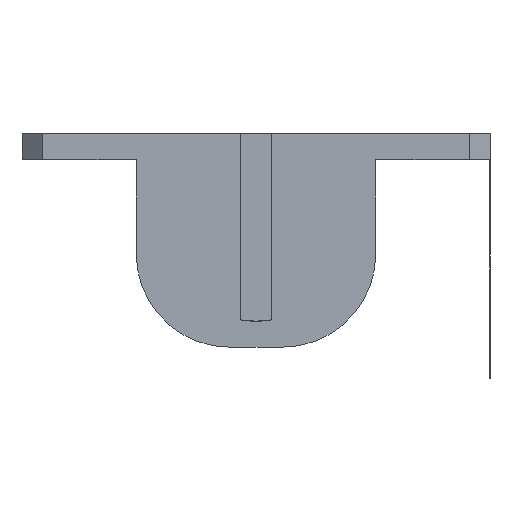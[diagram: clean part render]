
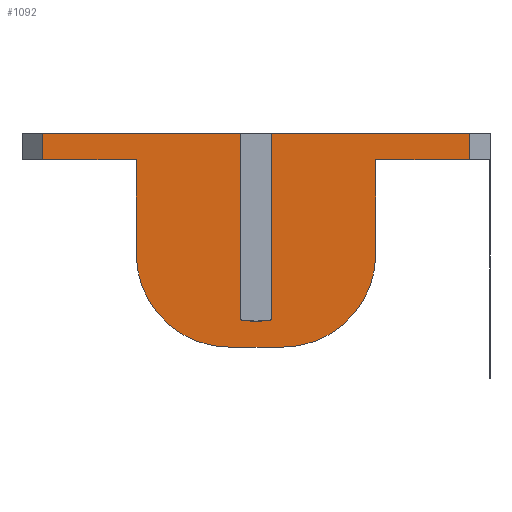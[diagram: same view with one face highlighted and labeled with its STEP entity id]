
A CAD part, front view. The second image highlights one B-rep face of the part: STEP entity #1092.
In plain terms, the highlighted planar face has unit normal (0, -1, 0).
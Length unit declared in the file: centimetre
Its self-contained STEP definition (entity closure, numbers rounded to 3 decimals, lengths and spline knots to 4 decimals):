
#10 = CARTESIAN_POINT ( 'NONE',  ( 0., -3.7725, 1.803 ) ) ;
#14 = DIRECTION ( 'NONE',  ( 1., 0., 0. ) ) ;
#25 = CARTESIAN_POINT ( 'NONE',  ( 0.15, -3.7725, 0.0122 ) ) ;
#33 = ORIENTED_EDGE ( 'NONE', *, *, #345, .F. ) ;
#40 = CARTESIAN_POINT ( 'NONE',  ( -1.1525, -3.7725, 1.553 ) ) ;
#44 = AXIS2_PLACEMENT_3D ( 'NONE', #335, #606, #1081 ) ;
#45 = EDGE_CURVE ( 'NONE', #766, #141, #863, .T. ) ;
#54 = DIRECTION ( 'NONE',  ( 0., 0., -1. ) ) ;
#55 = DIRECTION ( 'NONE',  ( 1., 0., 0. ) ) ;
#63 = DIRECTION ( 'NONE',  ( 0., 1., 0. ) ) ;
#66 = VERTEX_POINT ( 'NONE', #1181 ) ;
#88 = CARTESIAN_POINT ( 'NONE',  ( 1.1525, -3.7725, 0. ) ) ;
#93 = ORIENTED_EDGE ( 'NONE', *, *, #332, .T. ) ;
#94 = EDGE_CURVE ( 'NONE', #743, #973, #452, .T. ) ;
#96 = VERTEX_POINT ( 'NONE', #998 ) ;
#103 = CARTESIAN_POINT ( 'NONE',  ( -0.15, -3.7725, 1.803 ) ) ;
#106 = EDGE_CURVE ( 'NONE', #66, #661, #589, .T. ) ;
#116 = CIRCLE ( 'NONE', #138, 0.9 ) ;
#128 = LINE ( 'NONE', #806, #475 ) ;
#138 = AXIS2_PLACEMENT_3D ( 'NONE', #370, #534, #650 ) ;
#141 = VERTEX_POINT ( 'NONE', #992 ) ;
#147 = EDGE_CURVE ( 'NONE', #271, #330, #669, .T. ) ;
#150 = CARTESIAN_POINT ( 'NONE',  ( 0.0025, -3.7725, 0.9 ) ) ;
#160 = CARTESIAN_POINT ( 'NONE',  ( -2.05, -3.7725, 1.803 ) ) ;
#171 = VECTOR ( 'NONE', #54, 100. ) ;
#187 = LINE ( 'NONE', #10, #763 ) ;
#192 = EDGE_CURVE ( 'NONE', #868, #141, #654, .T. ) ;
#203 = DIRECTION ( 'NONE',  ( 0., 0., 1. ) ) ;
#218 = ORIENTED_EDGE ( 'NONE', *, *, #147, .T. ) ;
#230 = VERTEX_POINT ( 'NONE', #304 ) ;
#243 = DIRECTION ( 'NONE',  ( 0., 0., -1. ) ) ;
#244 = LINE ( 'NONE', #972, #864 ) ;
#245 = DIRECTION ( 'NONE',  ( 0., 0., 1. ) ) ;
#248 = CARTESIAN_POINT ( 'NONE',  ( 0.15, -3.7725, 1.803 ) ) ;
#249 = EDGE_CURVE ( 'NONE', #743, #230, #676, .T. ) ;
#271 = VERTEX_POINT ( 'NONE', #25 ) ;
#276 = VECTOR ( 'NONE', #1121, 100. ) ;
#304 = CARTESIAN_POINT ( 'NONE',  ( 2.05, -3.7725, 1.803 ) ) ;
#330 = VERTEX_POINT ( 'NONE', #1066 ) ;
#331 = DIRECTION ( 'NONE',  ( 1., 0., 0. ) ) ;
#332 = EDGE_CURVE ( 'NONE', #986, #618, #525, .T. ) ;
#334 = ORIENTED_EDGE ( 'NONE', *, *, #995, .F. ) ;
#335 = CARTESIAN_POINT ( 'NONE',  ( 0., -3.7725, 1.803 ) ) ;
#338 = CARTESIAN_POINT ( 'NONE',  ( 0., -3.7725, 0. ) ) ;
#343 = CARTESIAN_POINT ( 'NONE',  ( -1.1525, -3.7725, 0. ) ) ;
#345 = EDGE_CURVE ( 'NONE', #96, #661, #244, .T. ) ;
#350 = CARTESIAN_POINT ( 'NONE',  ( -0.2525, -3.7725, 0.65 ) ) ;
#353 = EDGE_CURVE ( 'NONE', #766, #330, #435, .T. ) ;
#359 = VECTOR ( 'NONE', #376, 100. ) ;
#360 = VECTOR ( 'NONE', #243, 100. ) ;
#370 = CARTESIAN_POINT ( 'NONE',  ( 0.2525, -3.7725, 0.65 ) ) ;
#371 = EDGE_CURVE ( 'NONE', #973, #1140, #1199, .T. ) ;
#376 = DIRECTION ( 'NONE',  ( 0., 0., -1. ) ) ;
#382 = LINE ( 'NONE', #750, #276 ) ;
#390 = ORIENTED_EDGE ( 'NONE', *, *, #106, .T. ) ;
#396 = VERTEX_POINT ( 'NONE', #160 ) ;
#399 = ORIENTED_EDGE ( 'NONE', *, *, #583, .F. ) ;
#409 = DIRECTION ( 'NONE',  ( 0., 0., -1. ) ) ;
#430 = DIRECTION ( 'NONE',  ( -1., 0., 0. ) ) ;
#435 = LINE ( 'NONE', #338, #712 ) ;
#438 = LINE ( 'NONE', #343, #171 ) ;
#452 = LINE ( 'NONE', #916, #515 ) ;
#475 = VECTOR ( 'NONE', #331, 100. ) ;
#480 = ORIENTED_EDGE ( 'NONE', *, *, #371, .F. ) ;
#503 = VERTEX_POINT ( 'NONE', #685 ) ;
#504 = CARTESIAN_POINT ( 'NONE',  ( -0.2525, -3.7725, -0.25 ) ) ;
#515 = VECTOR ( 'NONE', #1192, 100. ) ;
#525 = LINE ( 'NONE', #609, #747 ) ;
#534 = DIRECTION ( 'NONE',  ( 0., -1., 0. ) ) ;
#552 = AXIS2_PLACEMENT_3D ( 'NONE', #150, #63, #245 ) ;
#557 = ORIENTED_EDGE ( 'NONE', *, *, #634, .T. ) ;
#566 = ORIENTED_EDGE ( 'NONE', *, *, #45, .T. ) ;
#583 = EDGE_CURVE ( 'NONE', #396, #868, #128, .T. ) ;
#589 = CIRCLE ( 'NONE', #688, 0.9 ) ;
#606 = DIRECTION ( 'NONE',  ( 0., 1., 0. ) ) ;
#609 = CARTESIAN_POINT ( 'NONE',  ( 0., -3.7725, 1.553 ) ) ;
#611 = CARTESIAN_POINT ( 'NONE',  ( -0.0025, -3.7725, 0.9 ) ) ;
#614 = ORIENTED_EDGE ( 'NONE', *, *, #353, .F. ) ;
#618 = VERTEX_POINT ( 'NONE', #40 ) ;
#630 = ORIENTED_EDGE ( 'NONE', *, *, #94, .F. ) ;
#634 = EDGE_CURVE ( 'NONE', #618, #66, #438, .T. ) ;
#645 = ORIENTED_EDGE ( 'NONE', *, *, #776, .T. ) ;
#650 = DIRECTION ( 'NONE',  ( 0., 0., 1. ) ) ;
#654 = LINE ( 'NONE', #857, #687 ) ;
#661 = VERTEX_POINT ( 'NONE', #504 ) ;
#669 = CIRCLE ( 'NONE', #552, 0.9 ) ;
#676 = LINE ( 'NONE', #871, #1151 ) ;
#683 = PLANE ( 'NONE',  #44 ) ;
#685 = CARTESIAN_POINT ( 'NONE',  ( 0.15, -3.7725, 1.803 ) ) ;
#687 = VECTOR ( 'NONE', #409, 100. ) ;
#688 = AXIS2_PLACEMENT_3D ( 'NONE', #350, #828, #1200 ) ;
#712 = VECTOR ( 'NONE', #882, 100. ) ;
#736 = LINE ( 'NONE', #248, #360 ) ;
#743 = VERTEX_POINT ( 'NONE', #907 ) ;
#747 = VECTOR ( 'NONE', #55, 100. ) ;
#750 = CARTESIAN_POINT ( 'NONE',  ( -2.05, -3.7725, 1.553 ) ) ;
#763 = VECTOR ( 'NONE', #14, 100. ) ;
#766 = VERTEX_POINT ( 'NONE', #1087 ) ;
#769 = DIRECTION ( 'NONE',  ( 0., 0., 1. ) ) ;
#770 = FACE_OUTER_BOUND ( 'NONE', #880, .T. ) ;
#776 = EDGE_CURVE ( 'NONE', #503, #271, #736, .T. ) ;
#801 = EDGE_CURVE ( 'NONE', #96, #1140, #116, .T. ) ;
#806 = CARTESIAN_POINT ( 'NONE',  ( 0., -3.7725, 1.803 ) ) ;
#828 = DIRECTION ( 'NONE',  ( 0., -1., 0. ) ) ;
#849 = CARTESIAN_POINT ( 'NONE',  ( -2.05, -3.7725, 1.553 ) ) ;
#857 = CARTESIAN_POINT ( 'NONE',  ( -0.15, -3.7725, 1.803 ) ) ;
#863 = CIRCLE ( 'NONE', #1018, 0.9 ) ;
#864 = VECTOR ( 'NONE', #430, 100. ) ;
#868 = VERTEX_POINT ( 'NONE', #103 ) ;
#871 = CARTESIAN_POINT ( 'NONE',  ( 2.05, -3.7725, 1.803 ) ) ;
#872 = ORIENTED_EDGE ( 'NONE', *, *, #801, .T. ) ;
#880 = EDGE_LOOP ( 'NONE', ( #557, #390, #33, #872, #480, #630, #1036, #334, #645, #218, #614, #566, #1173, #399, #1044, #93 ) ) ;
#882 = DIRECTION ( 'NONE',  ( 1., 0., 0. ) ) ;
#907 = CARTESIAN_POINT ( 'NONE',  ( 2.05, -3.7725, 1.553 ) ) ;
#916 = CARTESIAN_POINT ( 'NONE',  ( 0., -3.7725, 1.553 ) ) ;
#937 = CARTESIAN_POINT ( 'NONE',  ( 1.1525, -3.7725, 1.553 ) ) ;
#961 = DIRECTION ( 'NONE',  ( 0., 1., 0. ) ) ;
#965 = EDGE_CURVE ( 'NONE', #396, #986, #382, .T. ) ;
#972 = CARTESIAN_POINT ( 'NONE',  ( 0., -3.7725, -0.25 ) ) ;
#973 = VERTEX_POINT ( 'NONE', #937 ) ;
#986 = VERTEX_POINT ( 'NONE', #849 ) ;
#992 = CARTESIAN_POINT ( 'NONE',  ( -0.15, -3.7725, 0.0122 ) ) ;
#995 = EDGE_CURVE ( 'NONE', #503, #230, #187, .T. ) ;
#998 = CARTESIAN_POINT ( 'NONE',  ( 0.2525, -3.7725, -0.25 ) ) ;
#1018 = AXIS2_PLACEMENT_3D ( 'NONE', #611, #961, #769 ) ;
#1036 = ORIENTED_EDGE ( 'NONE', *, *, #249, .T. ) ;
#1044 = ORIENTED_EDGE ( 'NONE', *, *, #965, .T. ) ;
#1066 = CARTESIAN_POINT ( 'NONE',  ( 0.0025, -3.7725, 0. ) ) ;
#1081 = DIRECTION ( 'NONE',  ( 0., 0., 1. ) ) ;
#1087 = CARTESIAN_POINT ( 'NONE',  ( -0.0025, -3.7725, 0. ) ) ;
#1092 = ADVANCED_FACE ( 'NONE', ( #770 ), #683, .F. ) ;
#1121 = DIRECTION ( 'NONE',  ( 0., 0., -1. ) ) ;
#1140 = VERTEX_POINT ( 'NONE', #1187 ) ;
#1151 = VECTOR ( 'NONE', #203, 100. ) ;
#1173 = ORIENTED_EDGE ( 'NONE', *, *, #192, .F. ) ;
#1181 = CARTESIAN_POINT ( 'NONE',  ( -1.1525, -3.7725, 0.65 ) ) ;
#1187 = CARTESIAN_POINT ( 'NONE',  ( 1.1525, -3.7725, 0.65 ) ) ;
#1192 = DIRECTION ( 'NONE',  ( -1., 0., 0. ) ) ;
#1199 = LINE ( 'NONE', #88, #359 ) ;
#1200 = DIRECTION ( 'NONE',  ( 0., 0., 1. ) ) ;
